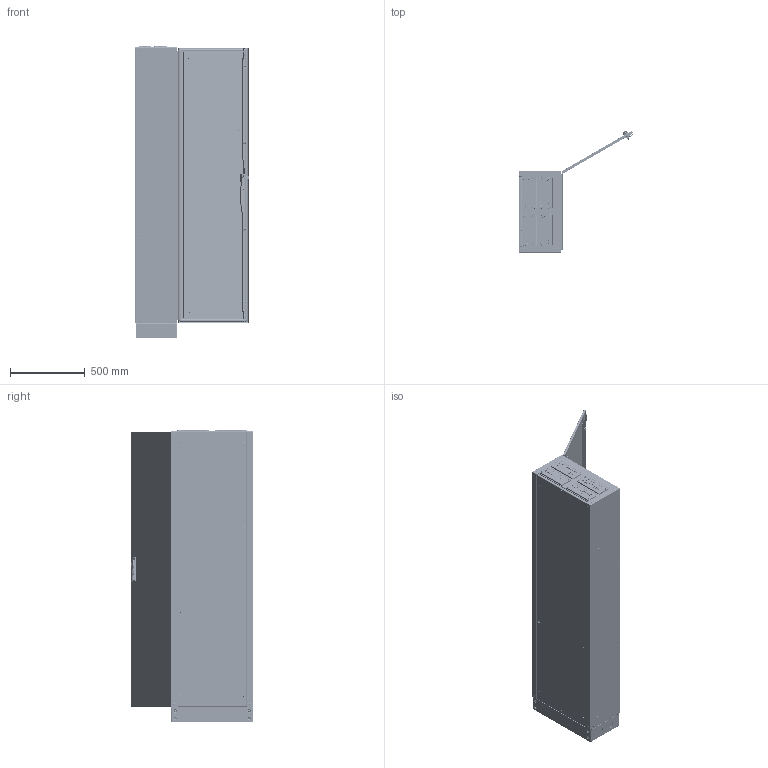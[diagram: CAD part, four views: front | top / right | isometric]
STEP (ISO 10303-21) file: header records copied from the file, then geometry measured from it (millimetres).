
FILE_DESCRIPTION(/* description */ ('Unknown'),/* implementation_level */ '2;1');
FILE_NAME(/* name */ 'HXS300 2-12 PH1V1',/* time_stamp */ '2020-09-09T12:54:29+02:00',/* author */ ('Unknown'),/* organization */ ('Unknown'),/* preprocessor_version */ 'ST-DEVELOPER v16.7',/* originating_system */ 'DEX',/* authorisation */ $);
FILE_SCHEMA (('AUTOMOTIVE_DESIGN {1 0 10303 214 3 1 1}'));
Products named in the file (9): HXS300 2-12 PH1V1; HXS300 2-12-KOR; EH2-AL; PLECY-2-12; EH-TKC-36-S; UA-B; PM-G-2-12; PH1 D3-W2; DRZ-2x12
Assembly tree (17 placements, depth 2):
  HXS300 2-12 PH1V1
    HXS300 2-12-KOR
    EH2-AL  x2
    PLECY-2-12
    EH-TKC-36-S  x4
    UA-B  x6
    PM-G-2-12
    PH1 D3-W2
    DRZ-2x12
Bounding box: 766.04 x 820.8 x 1960.5 mm (x, y, z)
Volume: 10732591.8 mm3; surface area: 11302119.7 mm2
Topology: 52 solids, 97 shells, 12870 faces, 32921 edges, 20832 vertices
Faces by surface type: plane 6108, cylinder 5070, cone 913, torus 425, sphere 238, bspline 116
Full cylindrical faces by diameter (mm): 0.4 x8, 1 x16, 3.5 x10, 3.6 x2, 3.95 x2, 4 x157, 4.1 x2, 4.134 x4, 4.4 x2, 4.5 x2, 4.8 x16, 4.9 x8, 4.917 x22, 4.999 x1, 5 x1, 5.099 x4, 5.5 x6, 5.999 x9, 6 x126, 6.099 x2, 6.1 x12, 6.2 x8, 6.466 x4, 6.5 x16, 6.599 x1, 6.647 x12, 6.999 x1, 7.199 x10, 7.2 x8, 7.8 x2
Entity records: 248308 total; most frequent: CARTESIAN_POINT 45243, DIRECTION 35559, ORIENTED_EDGE 31922, EDGE_CURVE 15961, AXIS2_PLACEMENT_3D 13762, VERTEX_POINT 10912, FACE_BOUND 9303, EDGE_LOOP 9295
